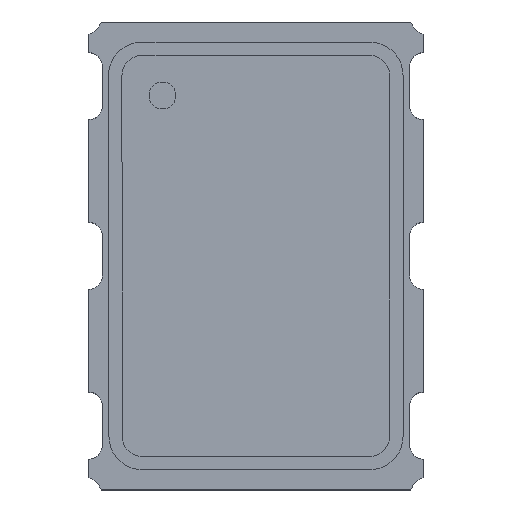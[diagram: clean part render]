
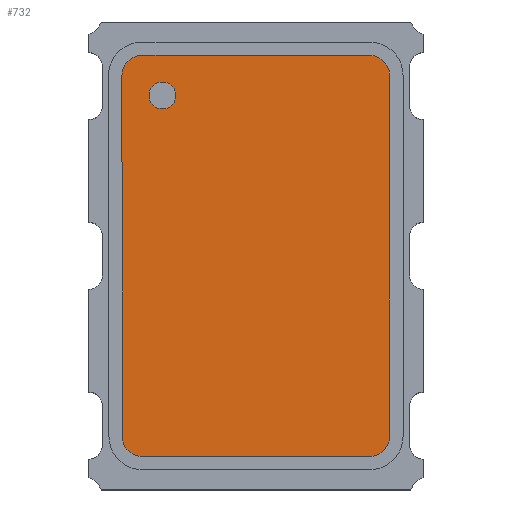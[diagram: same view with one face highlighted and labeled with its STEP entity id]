
A CAD part, top view. The second image highlights one B-rep face of the part: STEP entity #732.
In plain terms, the highlighted planar face has unit normal (0, 0, 1).
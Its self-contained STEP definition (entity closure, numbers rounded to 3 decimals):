
#370=CARTESIAN_POINT('',(-1.2,2.4,1.6));
#371=VERTEX_POINT('',#370);
#380=CARTESIAN_POINT('',(-1.6,2.4,1.6));
#381=VERTEX_POINT('',#380);
#382=CARTESIAN_POINT('',(-1.4,2.4,1.6));
#383=DIRECTION('',(0.0,0.0,-1.0));
#384=DIRECTION('',(1.0,0.0,0.0));
#385=AXIS2_PLACEMENT_3D('',#382,#383,#384);
#386=CIRCLE('',#385,0.2);
#387=EDGE_CURVE('',#381,#371,#386,.T.);
#421=CARTESIAN_POINT('',(-1.4,2.4,1.6));
#422=DIRECTION('',(0.0,0.0,-1.0));
#423=DIRECTION('',(1.0,0.0,0.0));
#424=AXIS2_PLACEMENT_3D('',#421,#422,#423);
#425=CIRCLE('',#424,0.2);
#426=EDGE_CURVE('',#371,#381,#425,.T.);
#446=CARTESIAN_POINT('',(-1.701,-3.,1.6));
#447=VERTEX_POINT('',#446);
#448=CARTESIAN_POINT('',(-2.001,-2.7,1.6));
#449=VERTEX_POINT('',#448);
#450=CARTESIAN_POINT('',(-1.701,-2.7,1.6));
#451=DIRECTION('',(0.0,0.0,-1.0));
#452=DIRECTION('',(-0.707,-0.707,0.0));
#453=AXIS2_PLACEMENT_3D('',#450,#451,#452);
#454=CIRCLE('',#453,0.3);
#455=EDGE_CURVE('',#447,#449,#454,.T.);
#488=CARTESIAN_POINT('',(-2.006,2.7,1.6));
#489=VERTEX_POINT('',#488);
#490=CARTESIAN_POINT('',(-2.001,-2.7,1.6));
#491=DIRECTION('',(-0.001,1.,0.0));
#492=VECTOR('',#491,5.4);
#493=LINE('',#490,#492);
#494=EDGE_CURVE('',#449,#489,#493,.T.);
#519=CARTESIAN_POINT('',(-1.706,3.0,1.6));
#520=VERTEX_POINT('',#519);
#521=CARTESIAN_POINT('',(-1.706,2.7,1.6));
#522=DIRECTION('',(0.0,0.0,-1.0));
#523=DIRECTION('',(-0.707,0.707,0.0));
#524=AXIS2_PLACEMENT_3D('',#521,#522,#523);
#525=CIRCLE('',#524,0.3);
#526=EDGE_CURVE('',#489,#520,#525,.T.);
#552=CARTESIAN_POINT('',(1.7,3.,1.6));
#553=VERTEX_POINT('',#552);
#554=CARTESIAN_POINT('',(-1.706,3.0,1.6));
#555=DIRECTION('',(1.0,0.0,0.0));
#556=VECTOR('',#555,3.406);
#557=LINE('',#554,#556);
#558=EDGE_CURVE('',#520,#553,#557,.T.);
#583=CARTESIAN_POINT('',(2.0,2.7,1.6));
#584=VERTEX_POINT('',#583);
#585=CARTESIAN_POINT('',(1.7,2.7,1.6));
#586=DIRECTION('',(0.0,0.0,-1.0));
#587=DIRECTION('',(0.707,0.707,0.0));
#588=AXIS2_PLACEMENT_3D('',#585,#586,#587);
#589=CIRCLE('',#588,0.3);
#590=EDGE_CURVE('',#553,#584,#589,.T.);
#616=CARTESIAN_POINT('',(2.0,-2.7,1.6));
#617=VERTEX_POINT('',#616);
#618=CARTESIAN_POINT('',(2.0,2.7,1.6));
#619=DIRECTION('',(0.0,-1.0,0.0));
#620=VECTOR('',#619,5.4);
#621=LINE('',#618,#620);
#622=EDGE_CURVE('',#584,#617,#621,.T.);
#647=CARTESIAN_POINT('',(1.7,-3.0,1.6));
#648=VERTEX_POINT('',#647);
#649=CARTESIAN_POINT('',(1.7,-2.7,1.6));
#650=DIRECTION('',(0.0,0.0,-1.0));
#651=DIRECTION('',(0.707,-0.707,0.0));
#652=AXIS2_PLACEMENT_3D('',#649,#650,#651);
#653=CIRCLE('',#652,0.3);
#654=EDGE_CURVE('',#617,#648,#653,.T.);
#680=CARTESIAN_POINT('',(1.7,-3.0,1.6));
#681=DIRECTION('',(-1.0,0.0,0.0));
#682=VECTOR('',#681,3.401);
#683=LINE('',#680,#682);
#684=EDGE_CURVE('',#648,#447,#683,.T.);
#713=CARTESIAN_POINT('',(-0.002,0.001,1.6));
#714=DIRECTION('',(0.0,0.0,1.0));
#715=DIRECTION('',(1.0,0.0,0.0));
#716=AXIS2_PLACEMENT_3D('',#713,#714,#715);
#717=PLANE('',#716);
#718=ORIENTED_EDGE('',*,*,#455,.F.);
#719=ORIENTED_EDGE('',*,*,#684,.F.);
#720=ORIENTED_EDGE('',*,*,#654,.F.);
#721=ORIENTED_EDGE('',*,*,#622,.F.);
#722=ORIENTED_EDGE('',*,*,#590,.F.);
#723=ORIENTED_EDGE('',*,*,#558,.F.);
#724=ORIENTED_EDGE('',*,*,#526,.F.);
#725=ORIENTED_EDGE('',*,*,#494,.F.);
#726=EDGE_LOOP('',(#718,#719,#720,#721,#722,#723,#724,#725));
#727=FACE_OUTER_BOUND('',#726,.T.);
#728=ORIENTED_EDGE('',*,*,#426,.T.);
#729=ORIENTED_EDGE('',*,*,#387,.T.);
#730=EDGE_LOOP('',(#728,#729));
#731=FACE_BOUND('',#730,.T.);
#732=ADVANCED_FACE('',(#727,#731),#717,.T.);
